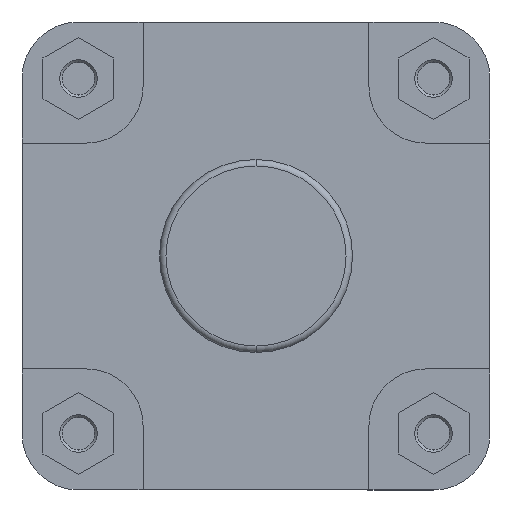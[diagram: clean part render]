
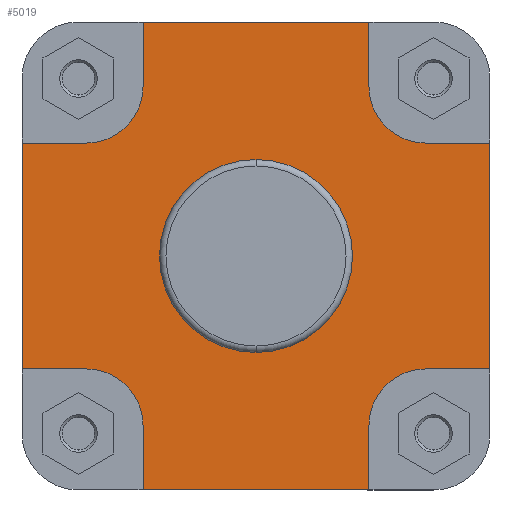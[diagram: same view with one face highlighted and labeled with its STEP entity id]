
A CAD part, left-side view. The second image highlights one B-rep face of the part: STEP entity #5019.
In plain terms, the highlighted planar face has unit normal (-1, 0, 0).
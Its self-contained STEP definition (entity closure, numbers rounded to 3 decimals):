
#242 = ORIENTED_EDGE ( 'NONE', *, *, #5231, .F. ) ;
#312 = ORIENTED_EDGE ( 'NONE', *, *, #5096, .T. ) ;
#313 = ORIENTED_EDGE ( 'NONE', *, *, #5119, .F. ) ;
#314 = ORIENTED_EDGE ( 'NONE', *, *, #5158, .F. ) ;
#695 = FACE_OUTER_BOUND ( 'NONE', #6426, .T. ) ;
#697 = FACE_BOUND ( 'NONE', #6489, .T. ) ;
#868 = LINE ( 'NONE', #2110, #871 ) ;
#871 = VECTOR ( 'NONE', #2113, 1000. ) ;
#879 = VECTOR ( 'NONE', #2141, 1000. ) ;
#886 = LINE ( 'NONE', #2144, #894 ) ;
#889 = LINE ( 'NONE', #2132, #879 ) ;
#891 = LINE ( 'NONE', #2146, #896 ) ;
#894 = VECTOR ( 'NONE', #2147, 1000. ) ;
#896 = VECTOR ( 'NONE', #2149, 1000. ) ;
#898 = VECTOR ( 'NONE', #2157, 1000. ) ;
#899 = CIRCLE ( 'NONE', #2570, 17.5 ) ;
#900 = LINE ( 'NONE', #2148, #898 ) ;
#901 = CIRCLE ( 'NONE', #2560, 17.5 ) ;
#905 = LINE ( 'NONE', #2173, #913 ) ;
#910 = CIRCLE ( 'NONE', #2575, 29.9 ) ;
#913 = VECTOR ( 'NONE', #2176, 1000. ) ;
#976 = CIRCLE ( 'NONE', #2589, 29.9 ) ;
#1075 = VECTOR ( 'NONE', #2416, 1000. ) ;
#1078 = VECTOR ( 'NONE', #2424, 1000. ) ;
#1081 = LINE ( 'NONE', #2409, #1075 ) ;
#1083 = LINE ( 'NONE', #2418, #1084 ) ;
#1084 = VECTOR ( 'NONE', #2419, 1000. ) ;
#1085 = LINE ( 'NONE', #2423, #1088 ) ;
#1086 = LINE ( 'NONE', #2417, #1078 ) ;
#1087 = CIRCLE ( 'NONE', #2613, 17.5 ) ;
#1088 = VECTOR ( 'NONE', #2425, 1000. ) ;
#1089 = VECTOR ( 'NONE', #2434, 1000. ) ;
#1090 = LINE ( 'NONE', #2427, #1091 ) ;
#1091 = VECTOR ( 'NONE', #2428, 1000. ) ;
#1094 = LINE ( 'NONE', #2426, #1089 ) ;
#1095 = CIRCLE ( 'NONE', #2616, 17.5 ) ;
#1819 = CARTESIAN_POINT ( 'NONE',  ( 46., 29.9, 0. ) ) ;
#1828 = PLANE ( 'NONE',  #2482 ) ;
#1829 = DIRECTION ( 'NONE',  ( 1., 0., 0. ) ) ;
#1830 = DIRECTION ( 'NONE',  ( 0., 0., -1. ) ) ;
#2110 = CARTESIAN_POINT ( 'NONE',  ( 46., -159.641, -72.5 ) ) ;
#2113 = DIRECTION ( 'NONE',  ( 0., -1., 0. ) ) ;
#2132 = CARTESIAN_POINT ( 'NONE',  ( 46., -72.5, 0. ) ) ;
#2141 = DIRECTION ( 'NONE',  ( 0., 0., 1. ) ) ;
#2144 = CARTESIAN_POINT ( 'NONE',  ( 46., -72.5, -35. ) ) ;
#2146 = CARTESIAN_POINT ( 'NONE',  ( 46., -35., -52.5 ) ) ;
#2147 = DIRECTION ( 'NONE',  ( 0., 1., 0. ) ) ;
#2148 = CARTESIAN_POINT ( 'NONE',  ( 46., -35., 72.5 ) ) ;
#2149 = DIRECTION ( 'NONE',  ( 0., 0., -1. ) ) ;
#2150 = CARTESIAN_POINT ( 'NONE',  ( 46., -52.5, -52.5 ) ) ;
#2151 = DIRECTION ( 'NONE',  ( -1., 0., 0. ) ) ;
#2152 = DIRECTION ( 'NONE',  ( 0., 0., -1. ) ) ;
#2153 = CARTESIAN_POINT ( 'NONE',  ( 46., -52.5, 52.5 ) ) ;
#2154 = DIRECTION ( 'NONE',  ( -1., 0., 0. ) ) ;
#2155 = DIRECTION ( 'NONE',  ( 0., 0., -1. ) ) ;
#2157 = DIRECTION ( 'NONE',  ( 0., 0., -1. ) ) ;
#2167 = CARTESIAN_POINT ( 'NONE',  ( 46., 0., 0. ) ) ;
#2168 = DIRECTION ( 'NONE',  ( -1., 0., 0. ) ) ;
#2169 = DIRECTION ( 'NONE',  ( 0., 0., 1. ) ) ;
#2173 = CARTESIAN_POINT ( 'NONE',  ( 46., -52.5, 35. ) ) ;
#2176 = DIRECTION ( 'NONE',  ( 0., -1., 0. ) ) ;
#2257 = CARTESIAN_POINT ( 'NONE',  ( 46., 0., 0. ) ) ;
#2259 = DIRECTION ( 'NONE',  ( -1., 0., 0. ) ) ;
#2260 = DIRECTION ( 'NONE',  ( 0., 0., 1. ) ) ;
#2409 = CARTESIAN_POINT ( 'NONE',  ( 46., -159.641, 72.5 ) ) ;
#2416 = DIRECTION ( 'NONE',  ( 0., -1., 0. ) ) ;
#2417 = CARTESIAN_POINT ( 'NONE',  ( 46., 72.5, 35. ) ) ;
#2418 = CARTESIAN_POINT ( 'NONE',  ( 46., 35., 52.5 ) ) ;
#2419 = DIRECTION ( 'NONE',  ( 0., 0., 1. ) ) ;
#2420 = CARTESIAN_POINT ( 'NONE',  ( 46., 52.5, 52.5 ) ) ;
#2421 = DIRECTION ( 'NONE',  ( -1., 0., 0. ) ) ;
#2422 = DIRECTION ( 'NONE',  ( 0., 0., -1. ) ) ;
#2423 = CARTESIAN_POINT ( 'NONE',  ( 46., 72.5, 0. ) ) ;
#2424 = DIRECTION ( 'NONE',  ( 0., -1., 0. ) ) ;
#2425 = DIRECTION ( 'NONE',  ( 0., 0., 1. ) ) ;
#2426 = CARTESIAN_POINT ( 'NONE',  ( 46., 35., -72.5 ) ) ;
#2427 = CARTESIAN_POINT ( 'NONE',  ( 46., 52.5, -35. ) ) ;
#2428 = DIRECTION ( 'NONE',  ( 0., 1., 0. ) ) ;
#2429 = CARTESIAN_POINT ( 'NONE',  ( 46., 52.5, -52.5 ) ) ;
#2430 = DIRECTION ( 'NONE',  ( -1., 0., 0. ) ) ;
#2431 = DIRECTION ( 'NONE',  ( 0., 0., -1. ) ) ;
#2434 = DIRECTION ( 'NONE',  ( 0., 0., 1. ) ) ;
#2482 = AXIS2_PLACEMENT_3D ( 'NONE', #1819, #1829, #1830 ) ;
#2560 = AXIS2_PLACEMENT_3D ( 'NONE', #2153, #2154, #2155 ) ;
#2570 = AXIS2_PLACEMENT_3D ( 'NONE', #2150, #2151, #2152 ) ;
#2575 = AXIS2_PLACEMENT_3D ( 'NONE', #2167, #2168, #2169 ) ;
#2589 = AXIS2_PLACEMENT_3D ( 'NONE', #2257, #2259, #2260 ) ;
#2613 = AXIS2_PLACEMENT_3D ( 'NONE', #2420, #2421, #2422 ) ;
#2616 = AXIS2_PLACEMENT_3D ( 'NONE', #2429, #2430, #2431 ) ;
#3810 = CARTESIAN_POINT ( 'NONE',  ( 46., 72.5, -35. ) ) ;
#3814 = CARTESIAN_POINT ( 'NONE',  ( 46., 35., 52.5 ) ) ;
#3819 = CARTESIAN_POINT ( 'NONE',  ( 46., -35., 52.5 ) ) ;
#3824 = CARTESIAN_POINT ( 'NONE',  ( 46., 35., 72.5 ) ) ;
#3851 = CARTESIAN_POINT ( 'NONE',  ( 46., -52.5, 35. ) ) ;
#3858 = CARTESIAN_POINT ( 'NONE',  ( 46., 0., 29.9 ) ) ;
#3861 = CARTESIAN_POINT ( 'NONE',  ( 46., 52.5, -35. ) ) ;
#3869 = CARTESIAN_POINT ( 'NONE',  ( 46., -35., 72.5 ) ) ;
#3873 = CARTESIAN_POINT ( 'NONE',  ( 46., -35., -72.5 ) ) ;
#3878 = CARTESIAN_POINT ( 'NONE',  ( 46., -52.5, -35. ) ) ;
#3880 = CARTESIAN_POINT ( 'NONE',  ( 46., -72.5, 35. ) ) ;
#3888 = CARTESIAN_POINT ( 'NONE',  ( 46., 0., -29.9 ) ) ;
#3892 = CARTESIAN_POINT ( 'NONE',  ( 46., -72.5, -35. ) ) ;
#3893 = CARTESIAN_POINT ( 'NONE',  ( 46., 52.5, 35. ) ) ;
#3898 = CARTESIAN_POINT ( 'NONE',  ( 46., 35., -72.5 ) ) ;
#3921 = CARTESIAN_POINT ( 'NONE',  ( 46., -35., -52.5 ) ) ;
#3938 = CARTESIAN_POINT ( 'NONE',  ( 46., 72.5, 35. ) ) ;
#3963 = CARTESIAN_POINT ( 'NONE',  ( 46., 35., -52.5 ) ) ;
#5019 = ADVANCED_FACE ( 'NONE', ( #697, #695 ), #1828, .F. ) ;
#5096 = EDGE_CURVE ( 'NONE', #5985, #5960, #868, .T. ) ;
#5107 = EDGE_CURVE ( 'NONE', #5979, #5967, #889, .T. ) ;
#5110 = EDGE_CURVE ( 'NONE', #5979, #5965, #886, .T. ) ;
#5111 = EDGE_CURVE ( 'NONE', #6008, #5960, #891, .T. ) ;
#5112 = EDGE_CURVE ( 'NONE', #5965, #6008, #899, .T. ) ;
#5113 = EDGE_CURVE ( 'NONE', #5899, #5932, #901, .T. ) ;
#5114 = EDGE_CURVE ( 'NONE', #5956, #5899, #900, .T. ) ;
#5119 = EDGE_CURVE ( 'NONE', #5975, #5941, #910, .T. ) ;
#5122 = EDGE_CURVE ( 'NONE', #5932, #5967, #905, .T. ) ;
#5158 = EDGE_CURVE ( 'NONE', #5941, #5975, #976, .T. ) ;
#5224 = EDGE_CURVE ( 'NONE', #5904, #5956, #1081, .T. ) ;
#5225 = EDGE_CURVE ( 'NONE', #5894, #5904, #1083, .T. ) ;
#5226 = EDGE_CURVE ( 'NONE', #5980, #5894, #1087, .T. ) ;
#5227 = EDGE_CURVE ( 'NONE', #6025, #5980, #1086, .T. ) ;
#5228 = EDGE_CURVE ( 'NONE', #5889, #6025, #1085, .T. ) ;
#5229 = EDGE_CURVE ( 'NONE', #5945, #5889, #1090, .T. ) ;
#5230 = EDGE_CURVE ( 'NONE', #6050, #5945, #1095, .T. ) ;
#5231 = EDGE_CURVE ( 'NONE', #5985, #6050, #1094, .T. ) ;
#5889 = VERTEX_POINT ( 'NONE', #3810 ) ;
#5894 = VERTEX_POINT ( 'NONE', #3814 ) ;
#5899 = VERTEX_POINT ( 'NONE', #3819 ) ;
#5904 = VERTEX_POINT ( 'NONE', #3824 ) ;
#5932 = VERTEX_POINT ( 'NONE', #3851 ) ;
#5941 = VERTEX_POINT ( 'NONE', #3858 ) ;
#5945 = VERTEX_POINT ( 'NONE', #3861 ) ;
#5956 = VERTEX_POINT ( 'NONE', #3869 ) ;
#5960 = VERTEX_POINT ( 'NONE', #3873 ) ;
#5965 = VERTEX_POINT ( 'NONE', #3878 ) ;
#5967 = VERTEX_POINT ( 'NONE', #3880 ) ;
#5975 = VERTEX_POINT ( 'NONE', #3888 ) ;
#5979 = VERTEX_POINT ( 'NONE', #3892 ) ;
#5980 = VERTEX_POINT ( 'NONE', #3893 ) ;
#5985 = VERTEX_POINT ( 'NONE', #3898 ) ;
#6008 = VERTEX_POINT ( 'NONE', #3921 ) ;
#6025 = VERTEX_POINT ( 'NONE', #3938 ) ;
#6050 = VERTEX_POINT ( 'NONE', #3963 ) ;
#6426 = EDGE_LOOP ( 'NONE', ( #312, #6715, #6807, #6793, #7380, #6795, #7229, #6738, #6716, #6811, #6736, #6919, #6717, #6746, #6866, #242 ) ) ;
#6489 = EDGE_LOOP ( 'NONE', ( #314, #313 ) ) ;
#6715 = ORIENTED_EDGE ( 'NONE', *, *, #5111, .F. ) ;
#6716 = ORIENTED_EDGE ( 'NONE', *, *, #5224, .F. ) ;
#6717 = ORIENTED_EDGE ( 'NONE', *, *, #5228, .F. ) ;
#6736 = ORIENTED_EDGE ( 'NONE', *, *, #5226, .F. ) ;
#6738 = ORIENTED_EDGE ( 'NONE', *, *, #5114, .F. ) ;
#6746 = ORIENTED_EDGE ( 'NONE', *, *, #5229, .F. ) ;
#6793 = ORIENTED_EDGE ( 'NONE', *, *, #5110, .F. ) ;
#6795 = ORIENTED_EDGE ( 'NONE', *, *, #5122, .F. ) ;
#6807 = ORIENTED_EDGE ( 'NONE', *, *, #5112, .F. ) ;
#6811 = ORIENTED_EDGE ( 'NONE', *, *, #5225, .F. ) ;
#6866 = ORIENTED_EDGE ( 'NONE', *, *, #5230, .F. ) ;
#6919 = ORIENTED_EDGE ( 'NONE', *, *, #5227, .F. ) ;
#7229 = ORIENTED_EDGE ( 'NONE', *, *, #5113, .F. ) ;
#7380 = ORIENTED_EDGE ( 'NONE', *, *, #5107, .T. ) ;
